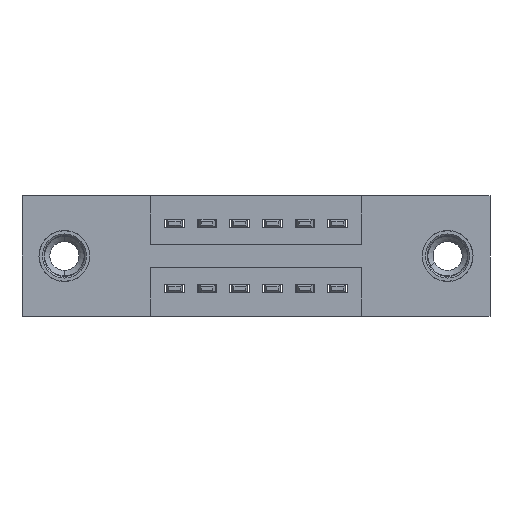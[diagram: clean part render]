
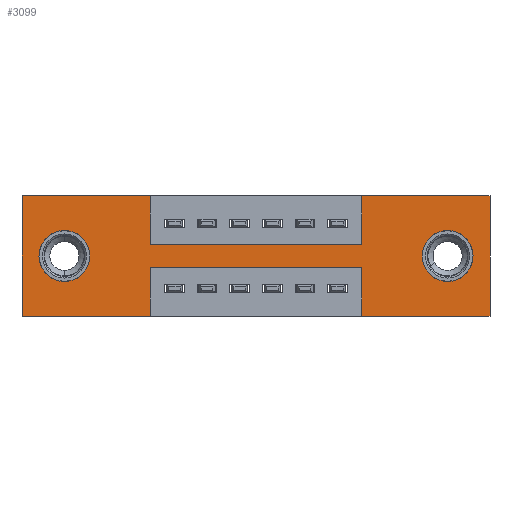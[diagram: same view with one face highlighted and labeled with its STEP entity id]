
A CAD part, front view. The second image highlights one B-rep face of the part: STEP entity #3099.
In plain terms, the highlighted planar face has unit normal (0, -1, 0).
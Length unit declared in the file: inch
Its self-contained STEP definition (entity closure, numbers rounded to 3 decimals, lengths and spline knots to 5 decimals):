
#11 = ORIENTED_EDGE ( 'NONE', *, *, #8749, .F. ) ;
#69 = DIRECTION ( 'NONE',  ( 1., 0., 0. ) ) ;
#82 = VERTEX_POINT ( 'NONE', #682 ) ;
#187 = CARTESIAN_POINT ( 'NONE',  ( 1.0425, 0., -0.37 ) ) ;
#188 = ORIENTED_EDGE ( 'NONE', *, *, #10498, .F. ) ;
#581 = CIRCLE ( 'NONE', #1098, 0.078 ) ;
#654 = VECTOR ( 'NONE', #7064, 39.37008 ) ;
#682 = CARTESIAN_POINT ( 'NONE',  ( 0., 0., 0. ) ) ;
#687 = CIRCLE ( 'NONE', #2266, 0.078 ) ;
#773 = VECTOR ( 'NONE', #69, 39.37008 ) ;
#960 = EDGE_CURVE ( 'NONE', #4357, #8183, #3841, .T. ) ;
#993 = DIRECTION ( 'NONE',  ( 0., 1., 0. ) ) ;
#1019 = CARTESIAN_POINT ( 'NONE',  ( 0.3925, 0., -0.15 ) ) ;
#1098 = AXIS2_PLACEMENT_3D ( 'NONE', #2498, #3350, #9840 ) ;
#1273 = DIRECTION ( 'NONE',  ( 0., 0., 1. ) ) ;
#1467 = EDGE_CURVE ( 'NONE', #4705, #6417, #10499, .T. ) ;
#1548 = EDGE_CURVE ( 'NONE', #7083, #7057, #6409, .T. ) ;
#1681 = ORIENTED_EDGE ( 'NONE', *, *, #7010, .F. ) ;
#1737 = VECTOR ( 'NONE', #8905, 39.37008 ) ;
#1752 = VECTOR ( 'NONE', #2621, 39.37008 ) ;
#1871 = CARTESIAN_POINT ( 'NONE',  ( 0.3925, 0., -0.37 ) ) ;
#1895 = CARTESIAN_POINT ( 'NONE',  ( 0.3925, 0., -0.22 ) ) ;
#1916 = VERTEX_POINT ( 'NONE', #5424 ) ;
#1988 = CARTESIAN_POINT ( 'NONE',  ( 1.305, 0., -0.107 ) ) ;
#2166 = CARTESIAN_POINT ( 'NONE',  ( 0., 0., 0. ) ) ;
#2210 = LINE ( 'NONE', #2166, #6058 ) ;
#2266 = AXIS2_PLACEMENT_3D ( 'NONE', #4446, #993, #3621 ) ;
#2343 = AXIS2_PLACEMENT_3D ( 'NONE', #8646, #8522, #3630 ) ;
#2363 = CARTESIAN_POINT ( 'NONE',  ( 1.0425, 0., 0. ) ) ;
#2498 = CARTESIAN_POINT ( 'NONE',  ( 1.305, 0., -0.185 ) ) ;
#2510 = CARTESIAN_POINT ( 'NONE',  ( 0.3925, 0., -0.15 ) ) ;
#2554 = ORIENTED_EDGE ( 'NONE', *, *, #6791, .F. ) ;
#2621 = DIRECTION ( 'NONE',  ( -1., 0., 0. ) ) ;
#2667 = CARTESIAN_POINT ( 'NONE',  ( 0.3925, 0., -0.22 ) ) ;
#2711 = DIRECTION ( 'NONE',  ( -1., 0., 0. ) ) ;
#2830 = CIRCLE ( 'NONE', #2343, 0.078 ) ;
#3099 = ADVANCED_FACE ( 'NONE', ( #6491, #5482, #4703 ), #6336, .T. ) ;
#3117 = VERTEX_POINT ( 'NONE', #4747 ) ;
#3188 = EDGE_CURVE ( 'NONE', #1916, #3117, #10461, .T. ) ;
#3191 = CARTESIAN_POINT ( 'NONE',  ( 0.13, 0., -0.185 ) ) ;
#3221 = ORIENTED_EDGE ( 'NONE', *, *, #8393, .F. ) ;
#3350 = DIRECTION ( 'NONE',  ( 0., 1., 0. ) ) ;
#3367 = CARTESIAN_POINT ( 'NONE',  ( 0., 0., -0.37 ) ) ;
#3477 = CARTESIAN_POINT ( 'NONE',  ( 0.3925, 0., 0. ) ) ;
#3495 = VERTEX_POINT ( 'NONE', #1988 ) ;
#3521 = LINE ( 'NONE', #5405, #5461 ) ;
#3621 = DIRECTION ( 'NONE',  ( 0., 0., -1. ) ) ;
#3630 = DIRECTION ( 'NONE',  ( 0., 0., 1. ) ) ;
#3726 = VECTOR ( 'NONE', #2711, 39.37008 ) ;
#3759 = CARTESIAN_POINT ( 'NONE',  ( 0.3925, 0., -0.37 ) ) ;
#3807 = VECTOR ( 'NONE', #6447, 39.37008 ) ;
#3829 = AXIS2_PLACEMENT_3D ( 'NONE', #3933, #6396, #7152 ) ;
#3841 = LINE ( 'NONE', #3367, #1752 ) ;
#3875 = DIRECTION ( 'NONE',  ( 1., 0., 0. ) ) ;
#3906 = CARTESIAN_POINT ( 'NONE',  ( 0.3925, 0., 0. ) ) ;
#3933 = CARTESIAN_POINT ( 'NONE',  ( 0., 0., -0.37 ) ) ;
#3969 = EDGE_LOOP ( 'NONE', ( #5934, #5639 ) ) ;
#3987 = LINE ( 'NONE', #3477, #8718 ) ;
#4013 = ORIENTED_EDGE ( 'NONE', *, *, #4534, .F. ) ;
#4027 = LINE ( 'NONE', #6246, #9873 ) ;
#4352 = ORIENTED_EDGE ( 'NONE', *, *, #4449, .F. ) ;
#4357 = VERTEX_POINT ( 'NONE', #3759 ) ;
#4382 = LINE ( 'NONE', #7791, #654 ) ;
#4446 = CARTESIAN_POINT ( 'NONE',  ( 1.305, 0., -0.185 ) ) ;
#4449 = EDGE_CURVE ( 'NONE', #6836, #1916, #6029, .T. ) ;
#4534 = EDGE_CURVE ( 'NONE', #7590, #6836, #3987, .T. ) ;
#4570 = LINE ( 'NONE', #10408, #3807 ) ;
#4690 = LINE ( 'NONE', #1871, #9895 ) ;
#4703 = FACE_OUTER_BOUND ( 'NONE', #10259, .T. ) ;
#4705 = VERTEX_POINT ( 'NONE', #9653 ) ;
#4747 = CARTESIAN_POINT ( 'NONE',  ( 1.0425, 0., 0. ) ) ;
#4845 = DIRECTION ( 'NONE',  ( 0., 1., 0. ) ) ;
#4972 = DIRECTION ( 'NONE',  ( 0., 0., 1. ) ) ;
#5044 = CARTESIAN_POINT ( 'NONE',  ( 1.305, 0., -0.263 ) ) ;
#5297 = CARTESIAN_POINT ( 'NONE',  ( 1.435, 0., 0. ) ) ;
#5405 = CARTESIAN_POINT ( 'NONE',  ( 0., 0., 0. ) ) ;
#5424 = CARTESIAN_POINT ( 'NONE',  ( 1.0425, 0., -0.15 ) ) ;
#5456 = DIRECTION ( 'NONE',  ( 0., 0., -1. ) ) ;
#5461 = VECTOR ( 'NONE', #1273, 39.37008 ) ;
#5475 = CARTESIAN_POINT ( 'NONE',  ( 1.435, 0., -0.37 ) ) ;
#5482 = FACE_BOUND ( 'NONE', #3969, .T. ) ;
#5562 = ORIENTED_EDGE ( 'NONE', *, *, #7541, .F. ) ;
#5639 = ORIENTED_EDGE ( 'NONE', *, *, #10394, .T. ) ;
#5658 = ORIENTED_EDGE ( 'NONE', *, *, #1467, .F. ) ;
#5934 = ORIENTED_EDGE ( 'NONE', *, *, #1548, .T. ) ;
#6029 = LINE ( 'NONE', #2510, #773 ) ;
#6058 = VECTOR ( 'NONE', #3875, 39.37008 ) ;
#6083 = ORIENTED_EDGE ( 'NONE', *, *, #3188, .F. ) ;
#6246 = CARTESIAN_POINT ( 'NONE',  ( 0., 0., 0. ) ) ;
#6336 = PLANE ( 'NONE',  #3829 ) ;
#6383 = AXIS2_PLACEMENT_3D ( 'NONE', #3191, #4845, #4972 ) ;
#6396 = DIRECTION ( 'NONE',  ( 0., -1., 0. ) ) ;
#6409 = CIRCLE ( 'NONE', #6383, 0.078 ) ;
#6417 = VERTEX_POINT ( 'NONE', #1895 ) ;
#6447 = DIRECTION ( 'NONE',  ( -1., 0., 0. ) ) ;
#6491 = FACE_BOUND ( 'NONE', #8219, .T. ) ;
#6710 = VECTOR ( 'NONE', #5456, 39.37008 ) ;
#6791 = EDGE_CURVE ( 'NONE', #8097, #9357, #4570, .T. ) ;
#6836 = VERTEX_POINT ( 'NONE', #1019 ) ;
#6926 = VERTEX_POINT ( 'NONE', #5297 ) ;
#7005 = CARTESIAN_POINT ( 'NONE',  ( 0.13, 0., -0.263 ) ) ;
#7010 = EDGE_CURVE ( 'NONE', #6417, #4357, #4690, .T. ) ;
#7024 = CARTESIAN_POINT ( 'NONE',  ( 1.435, 0., 0. ) ) ;
#7057 = VERTEX_POINT ( 'NONE', #7005 ) ;
#7064 = DIRECTION ( 'NONE',  ( 0., 0., 1. ) ) ;
#7083 = VERTEX_POINT ( 'NONE', #8523 ) ;
#7091 = EDGE_CURVE ( 'NONE', #3495, #10109, #581, .T. ) ;
#7152 = DIRECTION ( 'NONE',  ( 0., 0., -1. ) ) ;
#7408 = ORIENTED_EDGE ( 'NONE', *, *, #7091, .T. ) ;
#7541 = EDGE_CURVE ( 'NONE', #8183, #82, #3521, .T. ) ;
#7590 = VERTEX_POINT ( 'NONE', #3906 ) ;
#7597 = DIRECTION ( 'NONE',  ( 0., 0., -1. ) ) ;
#7717 = LINE ( 'NONE', #7024, #6710 ) ;
#7791 = CARTESIAN_POINT ( 'NONE',  ( 1.0425, 0., -0.37 ) ) ;
#7956 = EDGE_CURVE ( 'NONE', #82, #7590, #4027, .T. ) ;
#8097 = VERTEX_POINT ( 'NONE', #5475 ) ;
#8183 = VERTEX_POINT ( 'NONE', #10568 ) ;
#8219 = EDGE_LOOP ( 'NONE', ( #7408, #10046 ) ) ;
#8393 = EDGE_CURVE ( 'NONE', #6926, #8097, #7717, .T. ) ;
#8522 = DIRECTION ( 'NONE',  ( 0., 1., 0. ) ) ;
#8523 = CARTESIAN_POINT ( 'NONE',  ( 0.13, 0., -0.107 ) ) ;
#8646 = CARTESIAN_POINT ( 'NONE',  ( 0.13, 0., -0.185 ) ) ;
#8718 = VECTOR ( 'NONE', #9207, 39.37008 ) ;
#8749 = EDGE_CURVE ( 'NONE', #3117, #6926, #2210, .T. ) ;
#8905 = DIRECTION ( 'NONE',  ( 0., 0., 1. ) ) ;
#9207 = DIRECTION ( 'NONE',  ( 0., 0., -1. ) ) ;
#9272 = EDGE_CURVE ( 'NONE', #10109, #3495, #687, .T. ) ;
#9357 = VERTEX_POINT ( 'NONE', #187 ) ;
#9447 = DIRECTION ( 'NONE',  ( 1., 0., 0. ) ) ;
#9653 = CARTESIAN_POINT ( 'NONE',  ( 1.0425, 0., -0.22 ) ) ;
#9791 = ORIENTED_EDGE ( 'NONE', *, *, #7956, .F. ) ;
#9840 = DIRECTION ( 'NONE',  ( 0., 0., -1. ) ) ;
#9873 = VECTOR ( 'NONE', #9447, 39.37008 ) ;
#9884 = ORIENTED_EDGE ( 'NONE', *, *, #960, .F. ) ;
#9895 = VECTOR ( 'NONE', #7597, 39.37008 ) ;
#10046 = ORIENTED_EDGE ( 'NONE', *, *, #9272, .T. ) ;
#10109 = VERTEX_POINT ( 'NONE', #5044 ) ;
#10259 = EDGE_LOOP ( 'NONE', ( #1681, #5658, #188, #2554, #3221, #11, #6083, #4352, #4013, #9791, #5562, #9884 ) ) ;
#10394 = EDGE_CURVE ( 'NONE', #7057, #7083, #2830, .T. ) ;
#10408 = CARTESIAN_POINT ( 'NONE',  ( 0., 0., -0.37 ) ) ;
#10461 = LINE ( 'NONE', #2363, #1737 ) ;
#10498 = EDGE_CURVE ( 'NONE', #9357, #4705, #4382, .T. ) ;
#10499 = LINE ( 'NONE', #2667, #3726 ) ;
#10568 = CARTESIAN_POINT ( 'NONE',  ( 0., 0., -0.37 ) ) ;
